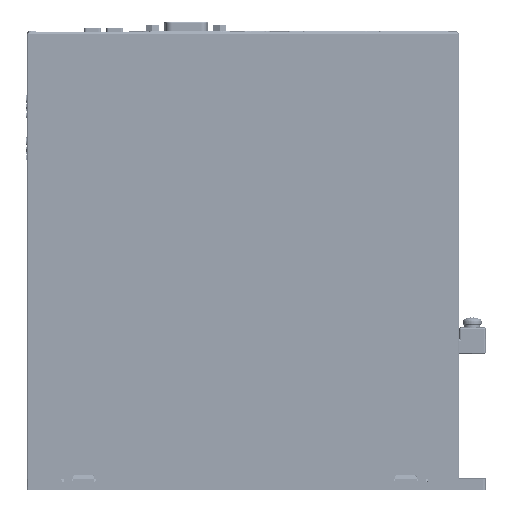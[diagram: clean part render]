
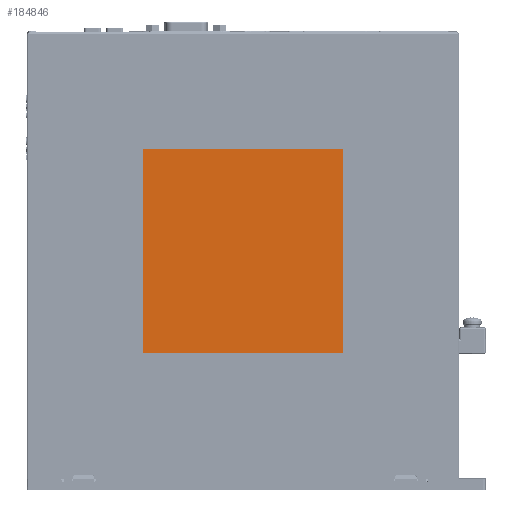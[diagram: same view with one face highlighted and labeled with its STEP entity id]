
A CAD part, front view. The second image highlights one B-rep face of the part: STEP entity #184846.
In plain terms, the highlighted planar face has unit normal (0, -1, 0).
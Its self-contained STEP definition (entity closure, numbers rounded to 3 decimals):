
#129708=DIRECTION('',(0.,0.,1.));
#129709=VECTOR('',#129708,75.6);
#129710=CARTESIAN_POINT('',(-37.,-24.75,-27.3));
#129711=LINE('',#129710,#129709);
#129712=DIRECTION('',(1.,0.,0.));
#129713=VECTOR('',#129712,74.);
#129714=CARTESIAN_POINT('',(-37.,-24.75,48.3));
#129715=LINE('',#129714,#129713);
#129716=DIRECTION('',(0.,0.,-1.));
#129717=VECTOR('',#129716,75.6);
#129718=CARTESIAN_POINT('',(37.,-24.75,48.3));
#129719=LINE('',#129718,#129717);
#129720=DIRECTION('',(-1.,0.,0.));
#129721=VECTOR('',#129720,74.);
#129722=CARTESIAN_POINT('',(37.,-24.75,-27.3));
#129723=LINE('',#129722,#129721);
#146686=CARTESIAN_POINT('',(-37.,-24.75,48.3));
#146687=VERTEX_POINT('',#146686);
#146688=CARTESIAN_POINT('',(-37.,-24.75,-27.3));
#146689=VERTEX_POINT('',#146688);
#146690=CARTESIAN_POINT('',(37.,-24.75,48.3));
#146691=VERTEX_POINT('',#146690);
#146692=CARTESIAN_POINT('',(37.,-24.75,-27.3));
#146693=VERTEX_POINT('',#146692);
#184835=CARTESIAN_POINT('',(0.,-24.75,0.));
#184836=DIRECTION('',(0.,-1.,0.));
#184837=DIRECTION('',(1.,0.,0.));
#184838=AXIS2_PLACEMENT_3D('',#184835,#184836,#184837);
#184839=PLANE('',#184838);
#184840=ORIENTED_EDGE('',*,*,#184787,.T.);
#184841=ORIENTED_EDGE('',*,*,#184802,.T.);
#184842=ORIENTED_EDGE('',*,*,#184816,.T.);
#184843=ORIENTED_EDGE('',*,*,#184829,.T.);
#184844=EDGE_LOOP('',(#184840,#184841,#184842,#184843));
#184845=FACE_OUTER_BOUND('',#184844,.F.);
#184846=ADVANCED_FACE('',(#184845),#184839,.T.);
#184787=EDGE_CURVE('',#146689,#146687,#129711,.T.);
#184802=EDGE_CURVE('',#146687,#146691,#129715,.T.);
#184816=EDGE_CURVE('',#146691,#146693,#129719,.T.);
#184829=EDGE_CURVE('',#146693,#146689,#129723,.T.);
